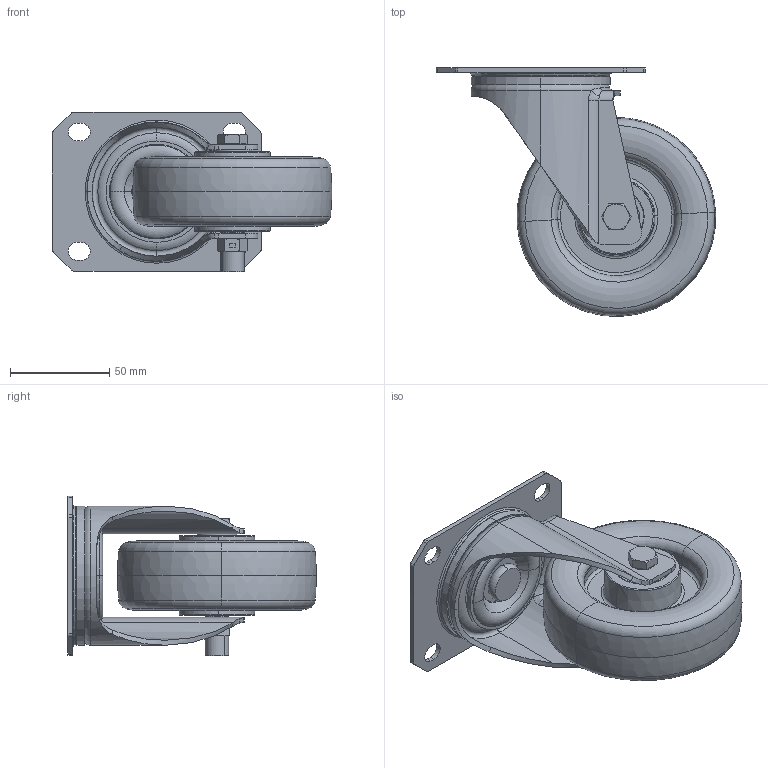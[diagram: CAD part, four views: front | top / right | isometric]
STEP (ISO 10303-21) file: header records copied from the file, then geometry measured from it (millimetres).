
FILE_DESCRIPTION (( 'STEP AP214' ), '1' );
FILE_NAME ('0055679.step', '2023-11-14T12:16:45', ( '' ), ( '' ), 'SwSTEP 2.0', 'SolidWorks 2020', '' );
FILE_SCHEMA (( 'AUTOMOTIVE_DESIGN' ));
Length unit declared in the file: millimetre
Products named in the file (1): 0055679
Bounding box: 140.44 x 124.94 x 80.35 mm (x, y, z)
Volume: 284832.1 mm3; surface area: 132659.5 mm2
Topology: 20 solids, 20 shells, 773 faces, 1912 edges, 1199 vertices
Faces by surface type: torus 248, plane 212, cylinder 155, cone 96, bspline 62
Entity records: 35918 total; most frequent: CARTESIAN_POINT 9308, ORIENTED_EDGE 3824, DIRECTION 3715, EDGE_CURVE 1912, AXIS2_PLACEMENT_3D 1626, VERTEX_POINT 1199, CIRCLE 914, EDGE_LOOP 841
